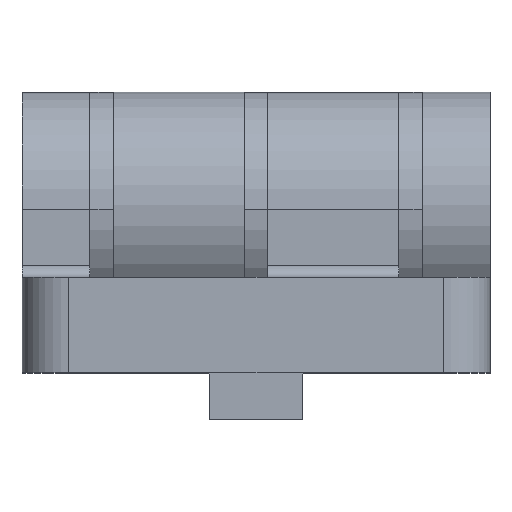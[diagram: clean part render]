
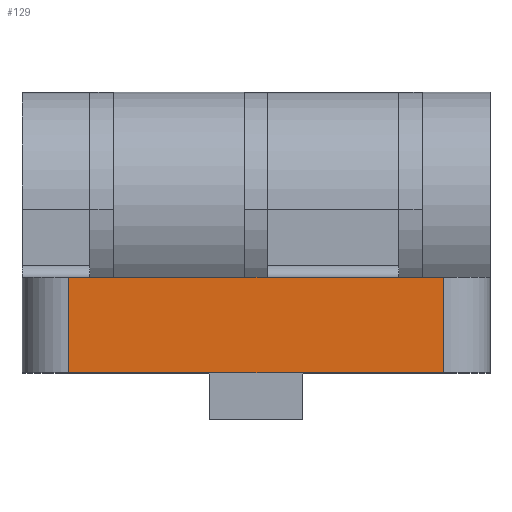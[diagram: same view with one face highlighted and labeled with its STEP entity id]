
A CAD part, left-side view. The second image highlights one B-rep face of the part: STEP entity #129.
In plain terms, the highlighted planar face has unit normal (-1, 0, 0).
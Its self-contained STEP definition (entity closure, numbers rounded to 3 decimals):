
#10 = LINE ( 'NONE', #909, #293 ) ;
#71 = FACE_OUTER_BOUND ( 'NONE', #2661, .T. ) ;
#76 = LINE ( 'NONE', #1294, #1661 ) ;
#129 = ADVANCED_FACE ( 'NONE', ( #71 ), #1574, .F. ) ;
#274 = DIRECTION ( 'NONE',  ( 0., 0., 1. ) ) ;
#287 = ORIENTED_EDGE ( 'NONE', *, *, #2743, .T. ) ;
#293 = VECTOR ( 'NONE', #2185, 1000. ) ;
#513 = DIRECTION ( 'NONE',  ( 0., 1., 0. ) ) ;
#579 = LINE ( 'NONE', #2998, #1009 ) ;
#586 = AXIS2_PLACEMENT_3D ( 'NONE', #3460, #2170, #3175 ) ;
#909 = CARTESIAN_POINT ( 'NONE',  ( -40., -16., -15.8 ) ) ;
#930 = ORIENTED_EDGE ( 'NONE', *, *, #3658, .F. ) ;
#990 = EDGE_CURVE ( 'NONE', #2311, #3869, #579, .T. ) ;
#1009 = VECTOR ( 'NONE', #274, 1000. ) ;
#1013 = ORIENTED_EDGE ( 'NONE', *, *, #1042, .T. ) ;
#1042 = EDGE_CURVE ( 'NONE', #2023, #3869, #1132, .T. ) ;
#1057 = DIRECTION ( 'NONE',  ( 0., 1., 0. ) ) ;
#1060 = CARTESIAN_POINT ( 'NONE',  ( -40., 16., -14. ) ) ;
#1132 = LINE ( 'NONE', #1430, #3158 ) ;
#1257 = CARTESIAN_POINT ( 'NONE',  ( -40., -16., -14. ) ) ;
#1294 = CARTESIAN_POINT ( 'NONE',  ( -40., -20., -14. ) ) ;
#1430 = CARTESIAN_POINT ( 'NONE',  ( -40., -20., -5.8 ) ) ;
#1574 = PLANE ( 'NONE',  #586 ) ;
#1661 = VECTOR ( 'NONE', #1057, 1000. ) ;
#1833 = CARTESIAN_POINT ( 'NONE',  ( -40., -16., -5.8 ) ) ;
#2009 = CARTESIAN_POINT ( 'NONE',  ( -40., 16., -5.8 ) ) ;
#2023 = VERTEX_POINT ( 'NONE', #1833 ) ;
#2170 = DIRECTION ( 'NONE',  ( 1., 0., 0. ) ) ;
#2185 = DIRECTION ( 'NONE',  ( 0., 0., 1. ) ) ;
#2311 = VERTEX_POINT ( 'NONE', #1060 ) ;
#2345 = ORIENTED_EDGE ( 'NONE', *, *, #990, .F. ) ;
#2467 = VERTEX_POINT ( 'NONE', #1257 ) ;
#2661 = EDGE_LOOP ( 'NONE', ( #1013, #2345, #930, #287 ) ) ;
#2743 = EDGE_CURVE ( 'NONE', #2467, #2023, #10, .T. ) ;
#2998 = CARTESIAN_POINT ( 'NONE',  ( -40., 16., -15.8 ) ) ;
#3158 = VECTOR ( 'NONE', #513, 1000. ) ;
#3175 = DIRECTION ( 'NONE',  ( 0., 0., 1. ) ) ;
#3460 = CARTESIAN_POINT ( 'NONE',  ( -40., -20., -5.8 ) ) ;
#3658 = EDGE_CURVE ( 'NONE', #2467, #2311, #76, .T. ) ;
#3869 = VERTEX_POINT ( 'NONE', #2009 ) ;
